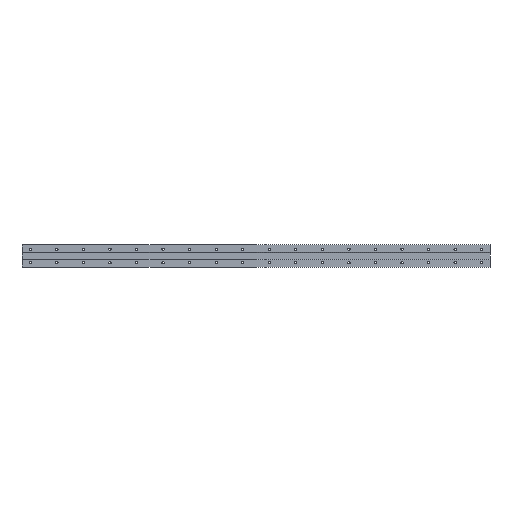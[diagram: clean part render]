
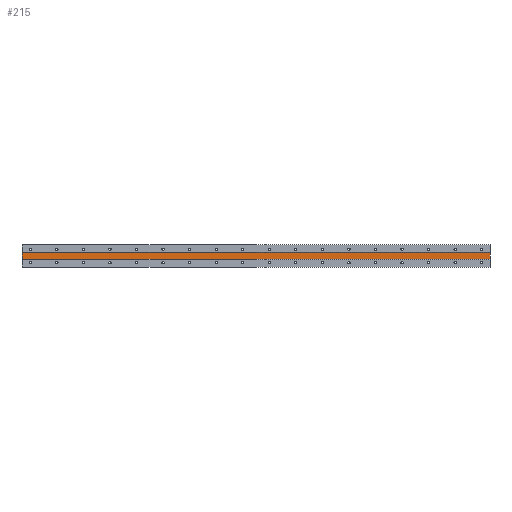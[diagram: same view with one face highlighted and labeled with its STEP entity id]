
A CAD part, front view. The second image highlights one B-rep face of the part: STEP entity #215.
In plain terms, the highlighted planar face has unit normal (0, -1, 0).
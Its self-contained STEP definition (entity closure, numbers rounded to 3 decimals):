
#215 = ADVANCED_FACE ( 'NONE', ( #4667 ), #657, .F. ) ;
#340 = CARTESIAN_POINT ( 'NONE',  ( -25., 1., 10. ) ) ;
#440 = DIRECTION ( 'NONE',  ( 0., 0., -1. ) ) ;
#657 = PLANE ( 'NONE',  #3404 ) ;
#1000 = CARTESIAN_POINT ( 'NONE',  ( 1385., 1., 10. ) ) ;
#1367 = EDGE_LOOP ( 'NONE', ( #4222, #6256, #5167, #4733 ) ) ;
#1563 = VECTOR ( 'NONE', #2396, 1000. ) ;
#1905 = LINE ( 'NONE', #3959, #4183 ) ;
#2292 = EDGE_CURVE ( 'NONE', #4358, #4721, #1905, .T. ) ;
#2396 = DIRECTION ( 'NONE',  ( -1., 0., 0. ) ) ;
#2708 = VERTEX_POINT ( 'NONE', #4375 ) ;
#3404 = AXIS2_PLACEMENT_3D ( 'NONE', #4043, #3673, #4665 ) ;
#3673 = DIRECTION ( 'NONE',  ( 0., 1., 0. ) ) ;
#3858 = LINE ( 'NONE', #5423, #1563 ) ;
#3959 = CARTESIAN_POINT ( 'NONE',  ( -25., 1., 34.482 ) ) ;
#4043 = CARTESIAN_POINT ( 'NONE',  ( 1385., 1., 10. ) ) ;
#4046 = EDGE_CURVE ( 'NONE', #4063, #4721, #3858, .T. ) ;
#4063 = VERTEX_POINT ( 'NONE', #4951 ) ;
#4085 = LINE ( 'NONE', #1000, #4761 ) ;
#4183 = VECTOR ( 'NONE', #6005, 1000. ) ;
#4222 = ORIENTED_EDGE ( 'NONE', *, *, #4046, .F. ) ;
#4358 = VERTEX_POINT ( 'NONE', #340 ) ;
#4375 = CARTESIAN_POINT ( 'NONE',  ( 1385., 1., 10. ) ) ;
#4665 = DIRECTION ( 'NONE',  ( 0., 0., 1. ) ) ;
#4667 = FACE_OUTER_BOUND ( 'NONE', #1367, .T. ) ;
#4721 = VERTEX_POINT ( 'NONE', #5115 ) ;
#4733 = ORIENTED_EDGE ( 'NONE', *, *, #2292, .T. ) ;
#4761 = VECTOR ( 'NONE', #6594, 1000. ) ;
#4951 = CARTESIAN_POINT ( 'NONE',  ( 1385., 1., -10. ) ) ;
#5053 = LINE ( 'NONE', #5554, #5847 ) ;
#5115 = CARTESIAN_POINT ( 'NONE',  ( -25., 1., -10. ) ) ;
#5167 = ORIENTED_EDGE ( 'NONE', *, *, #5745, .T. ) ;
#5423 = CARTESIAN_POINT ( 'NONE',  ( 1385., 1., -10. ) ) ;
#5554 = CARTESIAN_POINT ( 'NONE',  ( 1385., 1., 34.482 ) ) ;
#5745 = EDGE_CURVE ( 'NONE', #2708, #4358, #4085, .T. ) ;
#5831 = EDGE_CURVE ( 'NONE', #2708, #4063, #5053, .T. ) ;
#5847 = VECTOR ( 'NONE', #440, 1000. ) ;
#6005 = DIRECTION ( 'NONE',  ( 0., 0., -1. ) ) ;
#6256 = ORIENTED_EDGE ( 'NONE', *, *, #5831, .F. ) ;
#6594 = DIRECTION ( 'NONE',  ( -1., 0., 0. ) ) ;
